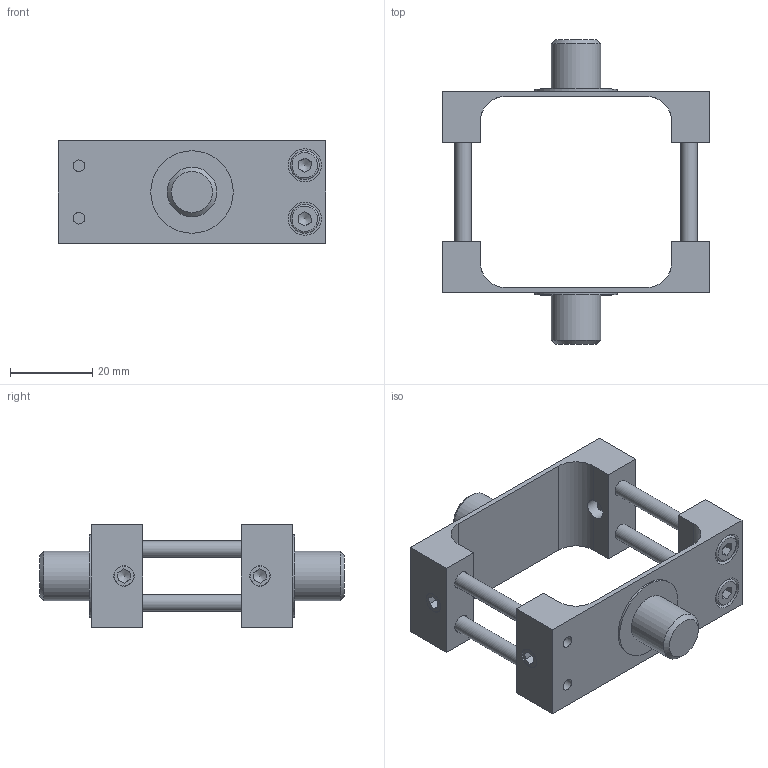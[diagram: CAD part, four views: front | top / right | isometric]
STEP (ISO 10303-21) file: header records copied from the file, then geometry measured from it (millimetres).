
FILE_DESCRIPTION(/* description */ (''),/* implementation_level */ '2;1');
FILE_NAME(/* name */ 'CAD_69148.stp',/* time_stamp */ '2016-06-09T13:10:10+02:00',/* author */ ('Hypex'),/* organization */ ('Hypex'),/* preprocessor_version */ 'ST-DEVELOPER v16.1',/* originating_system */ 'Autodesk Inventor 2016',/* authorisation */ '');
FILE_SCHEMA (('AUTOMOTIVE_DESIGN { 1 0 10303 214 3 1 1 }'));
Length unit declared in the file: millimetre
Products named in the file (1): CAD_69148
Bounding box: 65 x 74 x 25 mm (x, y, z)
Volume: 18810.6 mm3; surface area: 14170.6 mm2
Topology: 1 solids, 1 shells, 162 faces, 390 edges, 256 vertices
Faces by surface type: plane 96, cylinder 36, cone 22, torus 8
Full cylindrical faces by diameter (mm): 2.85 x4, 4 x4, 4.5 x4, 4.959 x8, 7 x4, 8 x4, 12 x2, 20 x2
Entity records: 4381 total; most frequent: CARTESIAN_POINT 888, DIRECTION 666, ORIENTED_EDGE 604, EDGE_CURVE 302, AXIS2_PLACEMENT_3D 257, EDGE_LOOP 252, VERTEX_POINT 226, STYLED_ITEM 163
